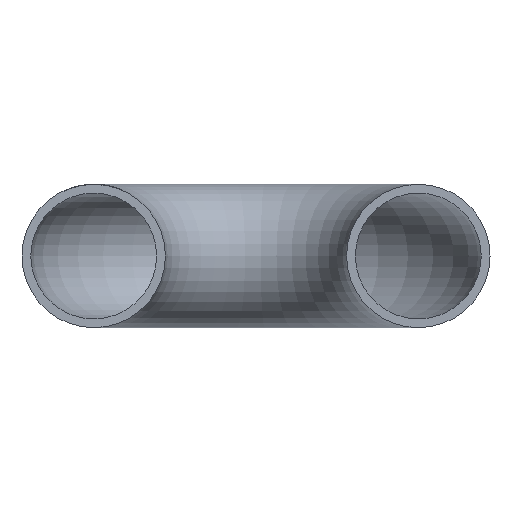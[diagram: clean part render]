
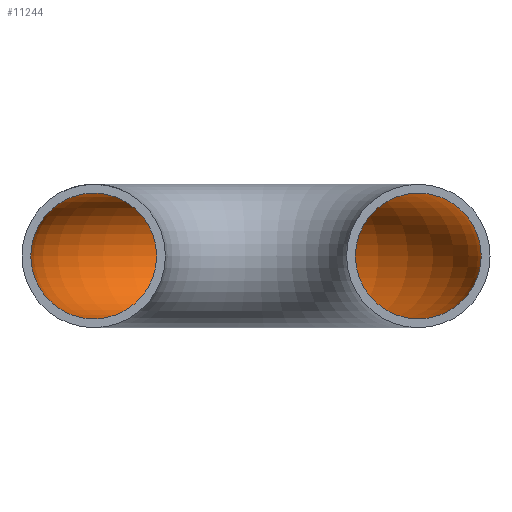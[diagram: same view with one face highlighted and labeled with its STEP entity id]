
A CAD part, front view. The second image highlights one B-rep face of the part: STEP entity #11244.
In plain terms, the highlighted toroidal (fillet/blend) face has major radius 48 mm and minor radius 18.6 mm.
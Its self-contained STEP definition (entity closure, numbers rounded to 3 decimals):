
#1205 = EDGE_LOOP ( 'NONE', ( #8560 ) ) ;
#1346 = DIRECTION ( 'NONE',  ( 0., 0., -1. ) ) ;
#1383 = CARTESIAN_POINT ( 'NONE',  ( -48., 0., 0. ) ) ;
#2735 = CARTESIAN_POINT ( 'NONE',  ( -48., 0., 18.6 ) ) ;
#4764 = CIRCLE ( 'NONE', #10853, 18.6 ) ;
#4793 = CARTESIAN_POINT ( 'NONE',  ( 0., 0., 0. ) ) ;
#4845 = DIRECTION ( 'NONE',  ( 0., -1., 0. ) ) ;
#4957 = EDGE_CURVE ( 'NONE', #5391, #5391, #4764, .T. ) ;
#5391 = VERTEX_POINT ( 'NONE', #11350 ) ;
#5434 = EDGE_CURVE ( 'NONE', #11106, #11106, #14658, .T. ) ;
#6209 = DIRECTION ( 'NONE',  ( -1., 0., 0. ) ) ;
#6650 = DIRECTION ( 'NONE',  ( 0., 0., 1. ) ) ;
#8041 = TOROIDAL_SURFACE ( 'NONE', #8337, 48., 18.6 ) ;
#8130 = ORIENTED_EDGE ( 'NONE', *, *, #5434, .F. ) ;
#8149 = DIRECTION ( 'NONE',  ( 0., 1., 0. ) ) ;
#8337 = AXIS2_PLACEMENT_3D ( 'NONE', #4793, #1346, #6209 ) ;
#8492 = CARTESIAN_POINT ( 'NONE',  ( 48., 0., 0. ) ) ;
#8560 = ORIENTED_EDGE ( 'NONE', *, *, #4957, .T. ) ;
#8587 = FACE_OUTER_BOUND ( 'NONE', #14535, .T. ) ;
#9684 = DIRECTION ( 'NONE',  ( 1., 0., 0. ) ) ;
#10853 = AXIS2_PLACEMENT_3D ( 'NONE', #8492, #4845, #9684 ) ;
#11106 = VERTEX_POINT ( 'NONE', #2735 ) ;
#11244 = ADVANCED_FACE ( 'NONE', ( #15674, #8587 ), #8041, .F. ) ;
#11350 = CARTESIAN_POINT ( 'NONE',  ( 66.6, 0., 0. ) ) ;
#14404 = AXIS2_PLACEMENT_3D ( 'NONE', #1383, #8149, #6650 ) ;
#14535 = EDGE_LOOP ( 'NONE', ( #8130 ) ) ;
#14658 = CIRCLE ( 'NONE', #14404, 18.6 ) ;
#15674 = FACE_OUTER_BOUND ( 'NONE', #1205, .T. ) ;
